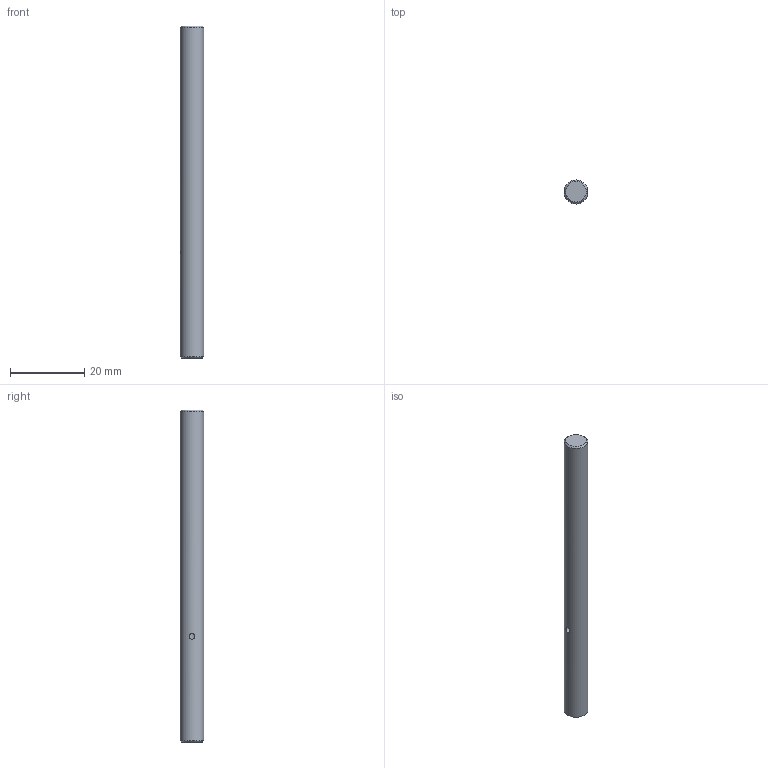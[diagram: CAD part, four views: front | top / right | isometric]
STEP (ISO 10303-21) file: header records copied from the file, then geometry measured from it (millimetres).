
FILE_DESCRIPTION(/* description */ ('NEUROPIXELS GEN 2 ADAPTER ROD'),/* implementation_level */ '2;1');
FILE_NAME(/* name */ 'J008574 NEUROPIXELS GEN 2 ROD ADAPTER Rev -.stp',/* time_stamp */ '2020-07-27T09:54:03-04:00',/* author */ ('arnoldj'),/* organization */ (''),/* preprocessor_version */ 'ST-DEVELOPER v17',/* originating_system */ 'Autodesk Inventor 2018',/* authorisation */ '');
FILE_SCHEMA (('AUTOMOTIVE_DESIGN { 1 0 10303 214 3 1 1 }'));
Length unit declared in the file: inch
Products named in the file (1): J008574 
Bounding box: 6.35 x 6.35 x 89.41 mm (x, y, z)
Volume: 2451.5 mm3; surface area: 2208.3 mm2
Topology: 1 solids, 1 shells, 9 faces, 22 edges, 14 vertices
Faces by surface type: cone 4, cylinder 3, plane 2
Full cylindrical faces by diameter (mm): 1.524 x1, 4.013 x1, 6.35 x1
Entity records: 370 total; most frequent: CARTESIAN_POINT 113, DIRECTION 47, ORIENTED_EDGE 42, EDGE_CURVE 21, AXIS2_PLACEMENT_3D 20, VERTEX_POINT 14, EDGE_LOOP 11, CIRCLE 10
